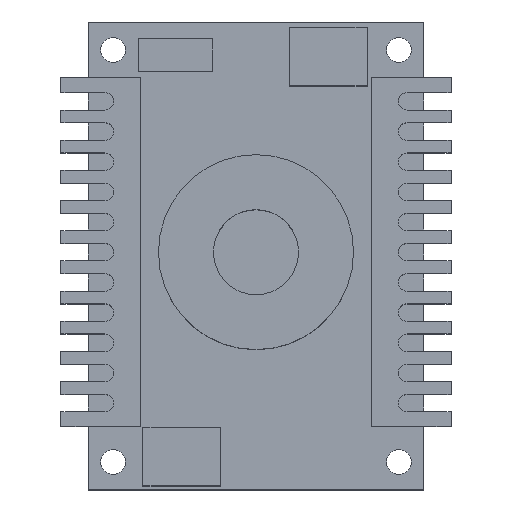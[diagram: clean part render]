
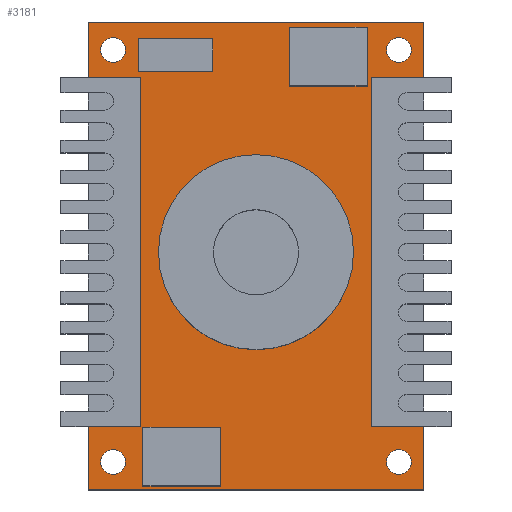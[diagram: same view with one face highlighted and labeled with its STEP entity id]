
A CAD part, top view. The second image highlights one B-rep face of the part: STEP entity #3181.
In plain terms, the highlighted planar face has unit normal (0, 0, 1).
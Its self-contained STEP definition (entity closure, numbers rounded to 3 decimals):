
#17=FACE_BOUND('',#400,.T.);
#18=FACE_BOUND('',#401,.T.);
#19=FACE_BOUND('',#402,.T.);
#20=FACE_BOUND('',#403,.T.);
#21=FACE_BOUND('',#404,.T.);
#22=FACE_BOUND('',#405,.T.);
#23=FACE_BOUND('',#406,.T.);
#24=FACE_BOUND('',#407,.T.);
#223=FACE_OUTER_BOUND('',#399,.T.);
#399=EDGE_LOOP('',(#2638,#2639,#2640,#2641,#2642,#2643,#2644,#2645,#2646,
#2647,#2648,#2649));
#400=EDGE_LOOP('',(#2650));
#401=EDGE_LOOP('',(#2651));
#402=EDGE_LOOP('',(#2652));
#403=EDGE_LOOP('',(#2653));
#404=EDGE_LOOP('',(#2654,#2655,#2656,#2657));
#405=EDGE_LOOP('',(#2658,#2659,#2660,#2661));
#406=EDGE_LOOP('',(#2662,#2663,#2664,#2665));
#407=EDGE_LOOP('',(#2666));
#499=CIRCLE('',#3402,12.5);
#500=CIRCLE('',#3405,1.585);
#501=CIRCLE('',#3406,1.585);
#502=CIRCLE('',#3407,1.585);
#503=CIRCLE('',#3408,1.585);
#828=LINE('',#5042,#1216);
#829=LINE('',#5044,#1217);
#830=LINE('',#5045,#1218);
#831=LINE('',#5047,#1219);
#832=LINE('',#5049,#1220);
#833=LINE('',#5050,#1221);
#834=LINE('',#5052,#1222);
#835=LINE('',#5054,#1223);
#836=LINE('',#5055,#1224);
#837=LINE('',#5057,#1225);
#838=LINE('',#5059,#1226);
#839=LINE('',#5060,#1227);
#840=LINE('',#5071,#1228);
#841=LINE('',#5073,#1229);
#842=LINE('',#5075,#1230);
#843=LINE('',#5076,#1231);
#844=LINE('',#5079,#1232);
#845=LINE('',#5081,#1233);
#846=LINE('',#5083,#1234);
#847=LINE('',#5084,#1235);
#848=LINE('',#5087,#1236);
#849=LINE('',#5089,#1237);
#850=LINE('',#5091,#1238);
#851=LINE('',#5092,#1239);
#1216=VECTOR('',#4141,6.67);
#1217=VECTOR('',#4142,44.72);
#1218=VECTOR('',#4143,6.67);
#1219=VECTOR('',#4144,8.11);
#1220=VECTOR('',#4145,43.);
#1221=VECTOR('',#4146,8.11);
#1222=VECTOR('',#4147,6.67);
#1223=VECTOR('',#4148,44.72);
#1224=VECTOR('',#4149,6.67);
#1225=VECTOR('',#4150,7.17);
#1226=VECTOR('',#4151,43.);
#1227=VECTOR('',#4152,7.17);
#1228=VECTOR('',#4161,7.5);
#1229=VECTOR('',#4162,10.);
#1230=VECTOR('',#4163,7.5);
#1231=VECTOR('',#4164,10.);
#1232=VECTOR('',#4165,4.22);
#1233=VECTOR('',#4166,9.5);
#1234=VECTOR('',#4167,4.22);
#1235=VECTOR('',#4168,9.5);
#1236=VECTOR('',#4169,7.5);
#1237=VECTOR('',#4170,10.);
#1238=VECTOR('',#4171,7.5);
#1239=VECTOR('',#4172,10.);
#1395=VERTEX_POINT('',#4598);
#1396=VERTEX_POINT('',#4629);
#1513=VERTEX_POINT('',#4967);
#1514=VERTEX_POINT('',#4977);
#1521=VERTEX_POINT('',#5037);
#1522=VERTEX_POINT('',#5041);
#1523=VERTEX_POINT('',#5043);
#1524=VERTEX_POINT('',#5046);
#1525=VERTEX_POINT('',#5048);
#1526=VERTEX_POINT('',#5051);
#1527=VERTEX_POINT('',#5053);
#1528=VERTEX_POINT('',#5056);
#1529=VERTEX_POINT('',#5058);
#1530=VERTEX_POINT('',#5061);
#1531=VERTEX_POINT('',#5063);
#1532=VERTEX_POINT('',#5065);
#1533=VERTEX_POINT('',#5067);
#1534=VERTEX_POINT('',#5069);
#1535=VERTEX_POINT('',#5070);
#1536=VERTEX_POINT('',#5072);
#1537=VERTEX_POINT('',#5074);
#1538=VERTEX_POINT('',#5077);
#1539=VERTEX_POINT('',#5078);
#1540=VERTEX_POINT('',#5080);
#1541=VERTEX_POINT('',#5082);
#1542=VERTEX_POINT('',#5085);
#1543=VERTEX_POINT('',#5086);
#1544=VERTEX_POINT('',#5088);
#1545=VERTEX_POINT('',#5090);
#1935=EDGE_CURVE('',#1521,#1521,#499,.T.);
#1936=EDGE_CURVE('',#1395,#1522,#828,.T.);
#1937=EDGE_CURVE('',#1522,#1523,#829,.T.);
#1938=EDGE_CURVE('',#1523,#1396,#830,.T.);
#1939=EDGE_CURVE('',#1396,#1524,#831,.T.);
#1940=EDGE_CURVE('',#1524,#1525,#832,.T.);
#1941=EDGE_CURVE('',#1525,#1513,#833,.T.);
#1942=EDGE_CURVE('',#1513,#1526,#834,.T.);
#1943=EDGE_CURVE('',#1526,#1527,#835,.T.);
#1944=EDGE_CURVE('',#1527,#1514,#836,.T.);
#1945=EDGE_CURVE('',#1514,#1528,#837,.T.);
#1946=EDGE_CURVE('',#1528,#1529,#838,.T.);
#1947=EDGE_CURVE('',#1529,#1395,#839,.T.);
#1948=EDGE_CURVE('',#1530,#1530,#500,.T.);
#1949=EDGE_CURVE('',#1531,#1531,#501,.T.);
#1950=EDGE_CURVE('',#1532,#1532,#502,.T.);
#1951=EDGE_CURVE('',#1533,#1533,#503,.T.);
#1952=EDGE_CURVE('',#1534,#1535,#840,.T.);
#1953=EDGE_CURVE('',#1535,#1536,#841,.T.);
#1954=EDGE_CURVE('',#1536,#1537,#842,.T.);
#1955=EDGE_CURVE('',#1537,#1534,#843,.T.);
#1956=EDGE_CURVE('',#1538,#1539,#844,.T.);
#1957=EDGE_CURVE('',#1539,#1540,#845,.T.);
#1958=EDGE_CURVE('',#1540,#1541,#846,.T.);
#1959=EDGE_CURVE('',#1541,#1538,#847,.T.);
#1960=EDGE_CURVE('',#1542,#1543,#848,.T.);
#1961=EDGE_CURVE('',#1543,#1544,#849,.T.);
#1962=EDGE_CURVE('',#1544,#1545,#850,.T.);
#1963=EDGE_CURVE('',#1545,#1542,#851,.T.);
#2638=ORIENTED_EDGE('',*,*,#1936,.T.);
#2639=ORIENTED_EDGE('',*,*,#1937,.T.);
#2640=ORIENTED_EDGE('',*,*,#1938,.T.);
#2641=ORIENTED_EDGE('',*,*,#1939,.T.);
#2642=ORIENTED_EDGE('',*,*,#1940,.T.);
#2643=ORIENTED_EDGE('',*,*,#1941,.T.);
#2644=ORIENTED_EDGE('',*,*,#1942,.T.);
#2645=ORIENTED_EDGE('',*,*,#1943,.T.);
#2646=ORIENTED_EDGE('',*,*,#1944,.T.);
#2647=ORIENTED_EDGE('',*,*,#1945,.T.);
#2648=ORIENTED_EDGE('',*,*,#1946,.T.);
#2649=ORIENTED_EDGE('',*,*,#1947,.T.);
#2650=ORIENTED_EDGE('',*,*,#1948,.T.);
#2651=ORIENTED_EDGE('',*,*,#1949,.T.);
#2652=ORIENTED_EDGE('',*,*,#1950,.T.);
#2653=ORIENTED_EDGE('',*,*,#1951,.T.);
#2654=ORIENTED_EDGE('',*,*,#1952,.T.);
#2655=ORIENTED_EDGE('',*,*,#1953,.T.);
#2656=ORIENTED_EDGE('',*,*,#1954,.T.);
#2657=ORIENTED_EDGE('',*,*,#1955,.T.);
#2658=ORIENTED_EDGE('',*,*,#1956,.T.);
#2659=ORIENTED_EDGE('',*,*,#1957,.T.);
#2660=ORIENTED_EDGE('',*,*,#1958,.T.);
#2661=ORIENTED_EDGE('',*,*,#1959,.T.);
#2662=ORIENTED_EDGE('',*,*,#1960,.T.);
#2663=ORIENTED_EDGE('',*,*,#1961,.T.);
#2664=ORIENTED_EDGE('',*,*,#1962,.T.);
#2665=ORIENTED_EDGE('',*,*,#1963,.T.);
#2666=ORIENTED_EDGE('',*,*,#1935,.T.);
#3012=PLANE('',#3404);
#3181=ADVANCED_FACE('',(#223,#17,#18,#19,#20,#21,#22,#23,#24),#3012,.T.);
#3402=AXIS2_PLACEMENT_3D('',#5038,#4135,#4136);
#3404=AXIS2_PLACEMENT_3D('',#5040,#4139,#4140);
#3405=AXIS2_PLACEMENT_3D('',#5062,#4153,#4154);
#3406=AXIS2_PLACEMENT_3D('',#5064,#4155,#4156);
#3407=AXIS2_PLACEMENT_3D('',#5066,#4157,#4158);
#3408=AXIS2_PLACEMENT_3D('',#5068,#4159,#4160);
#4135=DIRECTION('center_axis',(0.,0.,-1.));
#4136=DIRECTION('ref_axis',(-1.,0.,0.));
#4139=DIRECTION('center_axis',(0.,0.,1.));
#4140=DIRECTION('ref_axis',(1.,0.,0.));
#4141=DIRECTION('',(1.,0.,0.));
#4142=DIRECTION('',(0.,-1.,0.));
#4143=DIRECTION('',(-1.,0.,0.));
#4144=DIRECTION('',(0.,-1.,0.));
#4145=DIRECTION('',(1.,0.,0.));
#4146=DIRECTION('',(0.,1.,0.));
#4147=DIRECTION('',(-1.,0.,0.));
#4148=DIRECTION('',(0.,1.,0.));
#4149=DIRECTION('',(1.,0.,0.));
#4150=DIRECTION('',(0.,1.,0.));
#4151=DIRECTION('',(-1.,0.,0.));
#4152=DIRECTION('',(0.,-1.,0.));
#4153=DIRECTION('center_axis',(0.,0.,-1.));
#4154=DIRECTION('ref_axis',(1.,0.,0.));
#4155=DIRECTION('center_axis',(0.,0.,-1.));
#4156=DIRECTION('ref_axis',(1.,0.,0.));
#4157=DIRECTION('center_axis',(0.,0.,-1.));
#4158=DIRECTION('ref_axis',(1.,0.,0.));
#4159=DIRECTION('center_axis',(0.,0.,-1.));
#4160=DIRECTION('ref_axis',(1.,0.,0.));
#4161=DIRECTION('',(0.,-1.,0.));
#4162=DIRECTION('',(-1.,0.,0.));
#4163=DIRECTION('',(0.,1.,0.));
#4164=DIRECTION('',(1.,0.,0.));
#4165=DIRECTION('',(0.,1.,0.));
#4166=DIRECTION('',(1.,0.,0.));
#4167=DIRECTION('',(0.,-1.,0.));
#4168=DIRECTION('',(-1.,0.,0.));
#4169=DIRECTION('',(0.,1.,0.));
#4170=DIRECTION('',(1.,0.,0.));
#4171=DIRECTION('',(0.,-1.,0.));
#4172=DIRECTION('',(-1.,0.,0.));
#4598=CARTESIAN_POINT('',(0.,52.83,1.2));
#4629=CARTESIAN_POINT('',(0.,8.11,1.2));
#4967=CARTESIAN_POINT('',(43.,8.11,1.2));
#4977=CARTESIAN_POINT('',(43.,52.83,1.2));
#5037=CARTESIAN_POINT('',(34.,30.47,1.2));
#5038=CARTESIAN_POINT('Origin',(21.5,30.47,1.2));
#5040=CARTESIAN_POINT('Origin',(21.5,30.,1.2));
#5041=CARTESIAN_POINT('',(6.67,52.83,1.2));
#5042=CARTESIAN_POINT('',(8.995,52.83,1.2));
#5043=CARTESIAN_POINT('',(6.67,8.11,1.2));
#5044=CARTESIAN_POINT('',(6.67,41.415,1.2));
#5045=CARTESIAN_POINT('',(14.085,8.11,1.2));
#5046=CARTESIAN_POINT('',(0.,0.,1.2));
#5047=CARTESIAN_POINT('',(0.,60.,1.2));
#5048=CARTESIAN_POINT('',(43.,0.,1.2));
#5049=CARTESIAN_POINT('',(0.,0.,1.2));
#5050=CARTESIAN_POINT('',(43.,0.,1.2));
#5051=CARTESIAN_POINT('',(36.33,8.11,1.2));
#5052=CARTESIAN_POINT('',(28.915,8.11,1.2));
#5053=CARTESIAN_POINT('',(36.33,52.83,1.2));
#5054=CARTESIAN_POINT('',(36.33,41.415,1.2));
#5055=CARTESIAN_POINT('',(34.005,52.83,1.2));
#5056=CARTESIAN_POINT('',(43.,60.,1.2));
#5057=CARTESIAN_POINT('',(43.,0.,1.2));
#5058=CARTESIAN_POINT('',(0.,60.,1.2));
#5059=CARTESIAN_POINT('',(43.,60.,1.2));
#5060=CARTESIAN_POINT('',(0.,60.,1.2));
#5061=CARTESIAN_POINT('',(1.6,56.415,1.2));
#5062=CARTESIAN_POINT('Origin',(3.185,56.415,1.2));
#5063=CARTESIAN_POINT('',(38.23,3.585,1.2));
#5064=CARTESIAN_POINT('Origin',(39.815,3.585,1.2));
#5065=CARTESIAN_POINT('',(1.6,3.585,1.2));
#5066=CARTESIAN_POINT('Origin',(3.185,3.585,1.2));
#5067=CARTESIAN_POINT('',(38.23,56.415,1.2));
#5068=CARTESIAN_POINT('Origin',(39.815,56.415,1.2));
#5069=CARTESIAN_POINT('',(17.,8.,1.2));
#5070=CARTESIAN_POINT('',(17.,0.5,1.2));
#5071=CARTESIAN_POINT('',(17.,15.25,1.2));
#5072=CARTESIAN_POINT('',(7.,0.5,1.2));
#5073=CARTESIAN_POINT('',(14.25,0.5,1.2));
#5074=CARTESIAN_POINT('',(7.,8.,1.2));
#5075=CARTESIAN_POINT('',(7.,19.,1.2));
#5076=CARTESIAN_POINT('',(19.25,8.,1.2));
#5077=CARTESIAN_POINT('',(6.46,53.62,1.2));
#5078=CARTESIAN_POINT('',(6.46,57.84,1.2));
#5079=CARTESIAN_POINT('',(6.46,43.92,1.2));
#5080=CARTESIAN_POINT('',(15.96,57.84,1.2));
#5081=CARTESIAN_POINT('',(18.73,57.84,1.2));
#5082=CARTESIAN_POINT('',(15.96,53.62,1.2));
#5083=CARTESIAN_POINT('',(15.96,41.81,1.2));
#5084=CARTESIAN_POINT('',(13.98,53.62,1.2));
#5085=CARTESIAN_POINT('',(25.75,51.79,1.2));
#5086=CARTESIAN_POINT('',(25.75,59.29,1.2));
#5087=CARTESIAN_POINT('',(25.75,44.645,1.2));
#5088=CARTESIAN_POINT('',(35.75,59.29,1.2));
#5089=CARTESIAN_POINT('',(28.625,59.29,1.2));
#5090=CARTESIAN_POINT('',(35.75,51.79,1.2));
#5091=CARTESIAN_POINT('',(35.75,40.895,1.2));
#5092=CARTESIAN_POINT('',(23.625,51.79,1.2));
